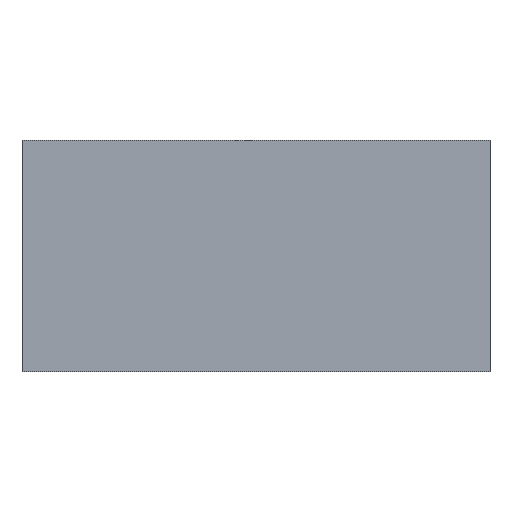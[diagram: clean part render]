
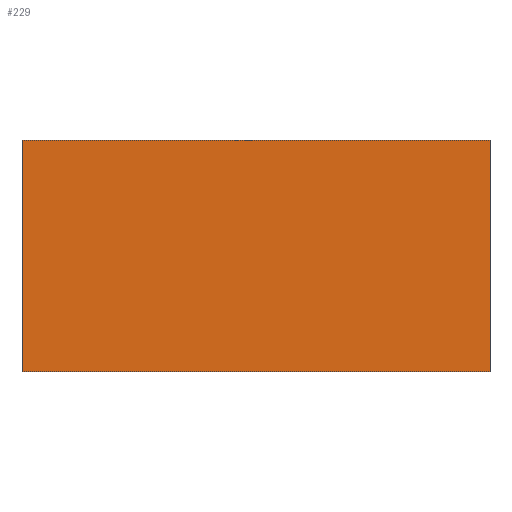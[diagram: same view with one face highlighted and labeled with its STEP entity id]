
A CAD part, front view. The second image highlights one B-rep face of the part: STEP entity #229.
In plain terms, the highlighted planar face has unit normal (0, -1, 0).
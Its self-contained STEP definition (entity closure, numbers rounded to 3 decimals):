
#21=PLANE('',#259);
#33=FACE_OUTER_BOUND('',#45,.T.);
#45=EDGE_LOOP('',(#179,#180,#181,#182));
#65=LINE('',#354,#91);
#66=LINE('',#357,#92);
#67=LINE('',#359,#93);
#68=LINE('',#360,#94);
#91=VECTOR('',#293,10.);
#92=VECTOR('',#296,10.);
#93=VECTOR('',#297,10.);
#94=VECTOR('',#298,10.);
#121=VERTEX_POINT('',#350);
#122=VERTEX_POINT('',#352);
#123=VERTEX_POINT('',#356);
#124=VERTEX_POINT('',#358);
#145=EDGE_CURVE('',#121,#122,#65,.T.);
#146=EDGE_CURVE('',#121,#123,#66,.T.);
#147=EDGE_CURVE('',#124,#122,#67,.T.);
#148=EDGE_CURVE('',#123,#124,#68,.T.);
#179=ORIENTED_EDGE('',*,*,#146,.F.);
#180=ORIENTED_EDGE('',*,*,#145,.T.);
#181=ORIENTED_EDGE('',*,*,#147,.F.);
#182=ORIENTED_EDGE('',*,*,#148,.F.);
#229=ADVANCED_FACE('',(#33),#21,.T.);
#259=AXIS2_PLACEMENT_3D('',#355,#294,#295);
#293=DIRECTION('',(0.,0.,1.));
#294=DIRECTION('center_axis',(0.,-1.,0.));
#295=DIRECTION('ref_axis',(1.,0.,0.));
#296=DIRECTION('',(-1.,0.,0.));
#297=DIRECTION('',(1.,0.,0.));
#298=DIRECTION('',(0.,0.,1.));
#350=CARTESIAN_POINT('',(12.,-5.,0.));
#352=CARTESIAN_POINT('',(12.,-5.,8.4));
#354=CARTESIAN_POINT('',(12.,-5.,0.));
#355=CARTESIAN_POINT('Origin',(-5.,-5.,0.));
#356=CARTESIAN_POINT('',(-5.,-5.,0.));
#357=CARTESIAN_POINT('',(12.,-5.,0.));
#358=CARTESIAN_POINT('',(-5.,-5.,8.4));
#359=CARTESIAN_POINT('',(12.,-5.,8.4));
#360=CARTESIAN_POINT('',(-5.,-5.,0.));
